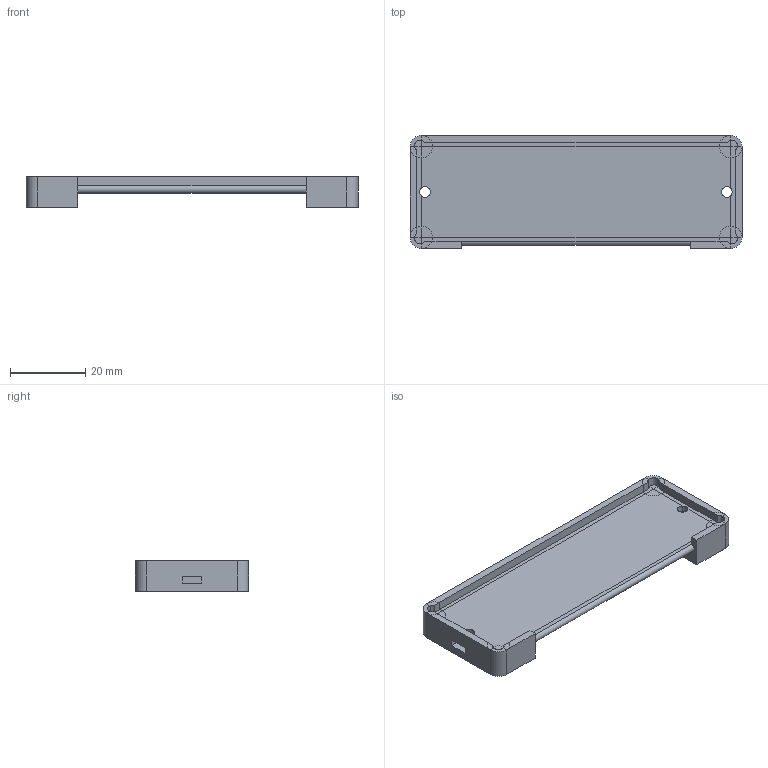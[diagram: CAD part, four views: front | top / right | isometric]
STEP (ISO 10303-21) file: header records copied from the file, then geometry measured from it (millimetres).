
FILE_DESCRIPTION(('FreeCAD Model'),'2;1');
FILE_NAME('Open CASCADE Shape Model','2025-12-26T14:54:31',(''),(''), 'Open CASCADE STEP processor 7.8','FreeCAD','Unknown');
FILE_SCHEMA(('AUTOMOTIVE_DESIGN { 1 0 10303 214 1 1 1 1 }'));
Length unit declared in the file: millimetre
Products named in the file (1): Group006
Bounding box: 88 x 30 x 8 mm (x, y, z)
Volume: 8657.2 mm3; surface area: 7358.4 mm2
Topology: 1 solids, 1 shells, 136 faces, 302 edges, 162 vertices
Faces by surface type: plane 111, cylinder 25
Entity records: 3672 total; most frequent: DIRECTION 668, ORIENTED_EDGE 624, CARTESIAN_POINT 601, EDGE_CURVE 302, AXIS2_PLACEMENT_3D 229, LINE 210, VECTOR 210, VERTEX_POINT 162
